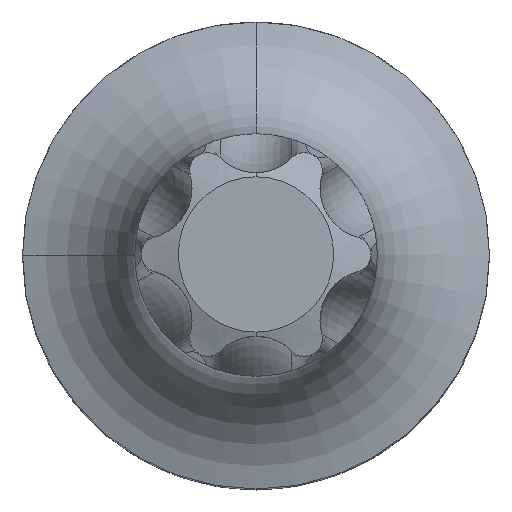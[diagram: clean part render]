
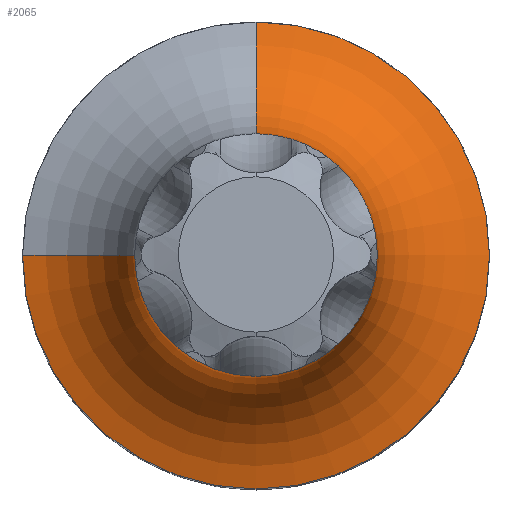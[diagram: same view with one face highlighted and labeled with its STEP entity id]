
A CAD part, top view. The second image highlights one B-rep face of the part: STEP entity #2065.
In plain terms, the highlighted toroidal (fillet/blend) face has major radius 15 mm and minor radius 8 mm.
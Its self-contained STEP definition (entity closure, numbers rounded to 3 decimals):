
#71=CARTESIAN_POINT('',(0.,0.,25.));
#72=DIRECTION('',(0.,0.,1.));
#73=DIRECTION('',(1.,0.,0.));
#74=AXIS2_PLACEMENT_3D('',#71,#72,#73);
#268=CARTESIAN_POINT('',(0.,0.,32.858));
#269=DIRECTION('',(0.,0.,1.));
#270=DIRECTION('',(0.,-1.,0.));
#271=AXIS2_PLACEMENT_3D('',#268,#269,#270);
#273=CARTESIAN_POINT('',(0.,0.,25.));
#274=DIRECTION('',(0.,0.,-1.));
#275=DIRECTION('',(1.,0.,0.));
#276=AXIS2_PLACEMENT_3D('',#273,#274,#275);
#278=CARTESIAN_POINT('',(-15.,0.,32.858));
#279=DIRECTION('',(0.,-1.,0.));
#280=DIRECTION('',(0.187,0.,-0.982));
#281=AXIS2_PLACEMENT_3D('',#278,#279,#280);
#625=CARTESIAN_POINT('',(0.,0.,32.858));
#626=DIRECTION('',(0.,0.,1.));
#627=DIRECTION('',(-1.,0.,0.));
#628=AXIS2_PLACEMENT_3D('',#625,#626,#627);
#1347=CARTESIAN_POINT('',(0.,15.,32.858));
#1348=DIRECTION('',(-1.,0.,0.));
#1349=DIRECTION('',(0.,-0.188,-0.982));
#1350=AXIS2_PLACEMENT_3D('',#1347,#1348,#1349);
#1718=CARTESIAN_POINT('',(13.5,0.,25.));
#1719=CARTESIAN_POINT('',(0.,13.5,25.));
#1720=VERTEX_POINT('',#1718);
#1721=VERTEX_POINT('',#1719);
#1722=CARTESIAN_POINT('',(-13.5,0.,25.));
#1723=VERTEX_POINT('',#1722);
#1724=CARTESIAN_POINT('',(0.,7.,32.858));
#1725=CARTESIAN_POINT('',(-7.,0.,32.858));
#1726=VERTEX_POINT('',#1724);
#1727=VERTEX_POINT('',#1725);
#1728=CARTESIAN_POINT('',(0.,-7.,32.858));
#1729=VERTEX_POINT('',#1728);
#2048=CARTESIAN_POINT('',(0.,0.,32.858));
#2049=DIRECTION('',(0.,0.,1.));
#2050=DIRECTION('',(-0.016,-1.,0.));
#2051=AXIS2_PLACEMENT_3D('',#2048,#2049,#2050);
#2052=TOROIDAL_SURFACE('',#2051,15.,8.);
#2054=ORIENTED_EDGE('',*,*,#2053,.T.);
#2056=ORIENTED_EDGE('',*,*,#2055,.F.);
#2057=ORIENTED_EDGE('',*,*,#1913,.F.);
#2058=ORIENTED_EDGE('',*,*,#2016,.T.);
#2060=ORIENTED_EDGE('',*,*,#2059,.T.);
#2062=ORIENTED_EDGE('',*,*,#2061,.T.);
#2063=EDGE_LOOP('',(#2054,#2056,#2057,#2058,#2060,#2062));
#2064=FACE_OUTER_BOUND('',#2063,.F.);
#2065=ADVANCED_FACE('',(#2064),#2052,.F.);
#75=CIRCLE('',#74,13.5);
#272=CIRCLE('',#271,7.);
#277=CIRCLE('',#276,13.5);
#282=CIRCLE('',#281,8.);
#629=CIRCLE('',#628,7.);
#1351=CIRCLE('',#1350,8.);
#1913=EDGE_CURVE('',#1720,#1721,#75,.T.);
#2016=EDGE_CURVE('',#1720,#1723,#277,.T.);
#2053=EDGE_CURVE('',#1729,#1726,#272,.T.);
#2055=EDGE_CURVE('',#1721,#1726,#1351,.T.);
#2059=EDGE_CURVE('',#1723,#1727,#282,.T.);
#2061=EDGE_CURVE('',#1727,#1729,#629,.T.);
